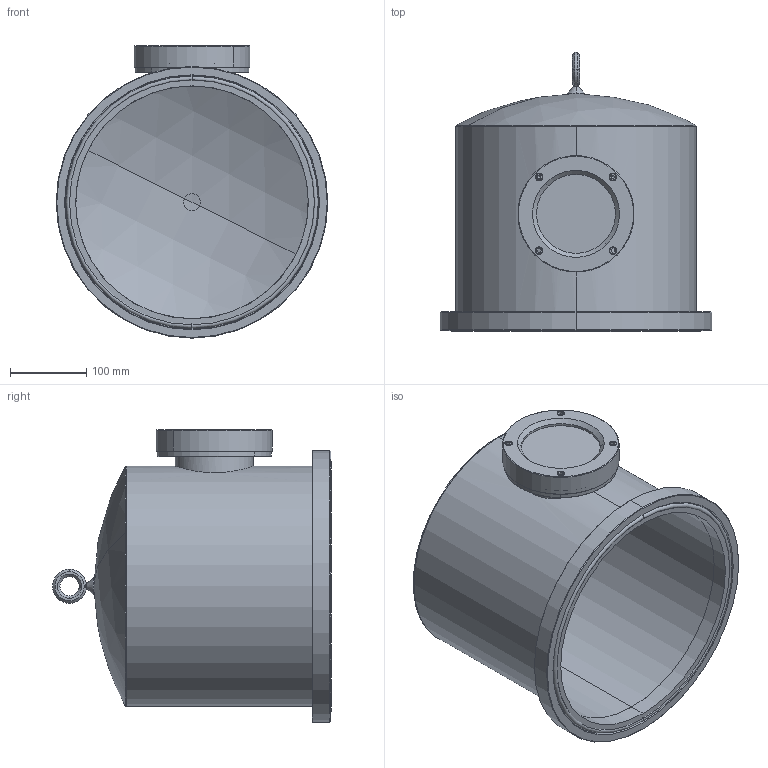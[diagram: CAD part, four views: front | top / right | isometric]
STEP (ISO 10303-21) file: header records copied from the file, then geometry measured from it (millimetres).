
FILE_DESCRIPTION (( 'STEP AP203' ), '1' );
FILE_NAME ('524000 rev D.STEP', '2012-01-31T01:09:54', ( '' ), ( '' ), 'SwSTEP 2.0', 'SolidWorks 2011', '' );
FILE_SCHEMA (( 'CONFIG_CONTROL_DESIGN' ));
Length unit declared in the file: inch
Products named in the file (1): 524000 rev D
Bounding box: 355.6 x 365 x 382.52 mm (x, y, z)
Surface area: 773044.8 mm2 (no closed solid volume)
Topology: 0 solids, 19 shells, 134 faces, 344 edges, 225 vertices
Faces by surface type: cylinder 48, plane 44, cone 34, torus 6, sphere 2
Entity records: 4761 total; most frequent: CARTESIAN_POINT 1374, DIRECTION 748, ORIENTED_EDGE 596, EDGE_CURVE 340, AXIS2_PLACEMENT_3D 297, VERTEX_POINT 225, CIRCLE 162, EDGE_LOOP 159
